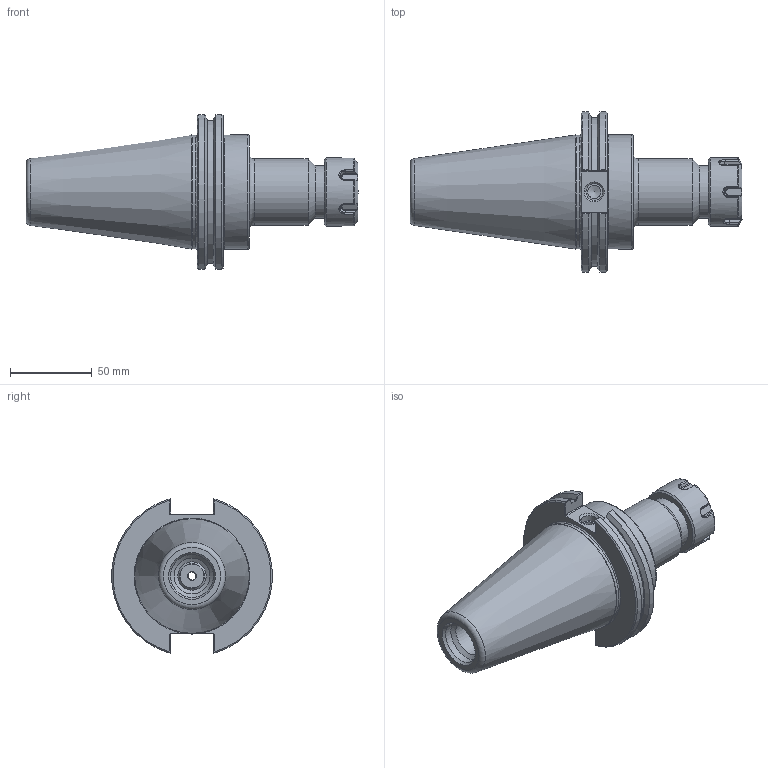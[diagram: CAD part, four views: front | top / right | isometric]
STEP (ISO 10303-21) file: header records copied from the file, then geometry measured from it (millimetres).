
FILE_DESCRIPTION(/* description */ ('ER COLLET CHUCK'),/* implementation_level */ '2;1');
FILE_NAME(/* name */ 'C50-25ERF400.stp',/* time_stamp */ '2017-01-23T13:53:37-05:00',/* author */ ('davhar'),/* organization */ (''),/* preprocessor_version */ 'ST-DEVELOPER v16.1',/* originating_system */ 'Autodesk Inventor 2016',/* authorisation */ '');
FILE_SCHEMA (('AUTOMOTIVE_DESIGN { 1 0 10303 214 3 1 1 }'));
Length unit declared in the file: inch
Products named in the file (4): C50-25ER4-1; 25ERN; BS-11; C50-25ERF400
Assembly tree (3 placements, depth 2):
  C50-25ERF400
    C50-25ER4-1
    25ERN
    BS-11
Bounding box: 203.2 x 98.06 x 94.71 mm (x, y, z)
Volume: 444655.1 mm3; surface area: 64701.9 mm2
Topology: 3 solids, 3 shells, 195 faces, 488 edges, 304 vertices
Faces by surface type: plane 76, cylinder 51, cone 37, torus 17, bspline 14
Full cylindrical faces by diameter (mm): 7.112 x1, 8 x1, 10.135 x1, 15.113 x2, 15.748 x1, 17.297 x1, 18.034 x1, 20.32 x1, 21.971 x1, 26.365 x1, 30.5 x1, 32 x1, 32.88 x1, 40.513 x1, 42 x1, 69.342 x1, 69.85 x1
Entity records: 7518 total; most frequent: CARTESIAN_POINT 3181, ORIENTED_EDGE 870, DIRECTION 798, EDGE_CURVE 435, AXIS2_PLACEMENT_3D 323, VERTEX_POINT 297, EDGE_LOOP 252, FACE_OUTER_BOUND 195
